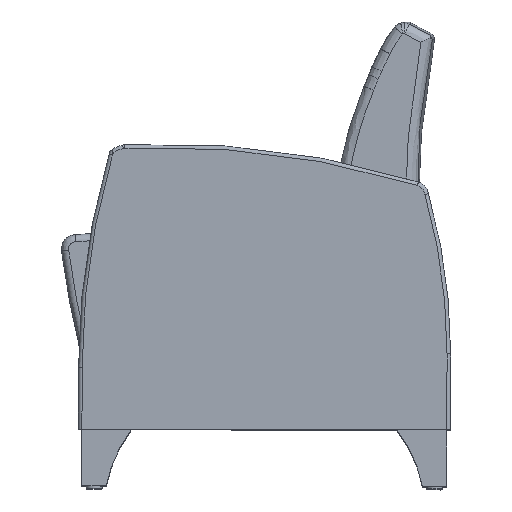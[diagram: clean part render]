
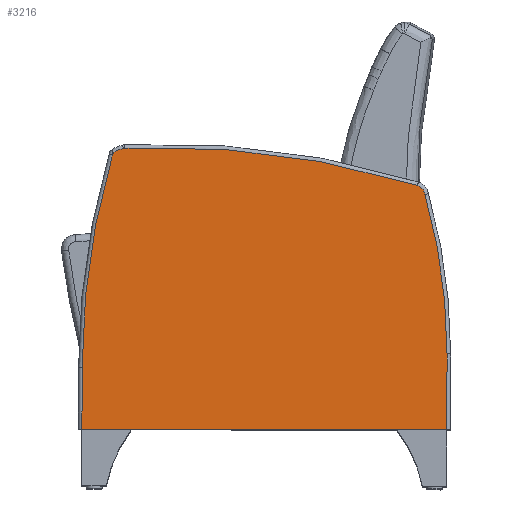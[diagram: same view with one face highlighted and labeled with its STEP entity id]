
A CAD part, top view. The second image highlights one B-rep face of the part: STEP entity #3216.
In plain terms, the highlighted planar face has unit normal (0, 0, 1).
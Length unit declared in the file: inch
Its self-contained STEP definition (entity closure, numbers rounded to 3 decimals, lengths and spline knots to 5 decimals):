
#130=PLANE('',#3589);
#232=LINE('',#8193,#336);
#234=LINE('',#8239,#338);
#250=LINE('',#8363,#354);
#336=VECTOR('',#4149,0.3937);
#338=VECTOR('',#4187,0.3937);
#354=VECTOR('',#4289,0.3937);
#625=FACE_OUTER_BOUND('',#839,.T.);
#839=EDGE_LOOP('',(#2684,#2685,#2686,#2687,#2688,#2689,#2690,#2691,#2692,
#2693));
#1029=CIRCLE('',#3520,0.25);
#1033=CIRCLE('',#3525,53.84447);
#1037=CIRCLE('',#3531,1.61874);
#1040=CIRCLE('',#3535,0.75);
#1043=CIRCLE('',#3539,59.75);
#1045=CIRCLE('',#3542,0.75);
#1048=CIRCLE('',#3547,40.58554);
#1394=VERTEX_POINT('',#8154);
#1395=VERTEX_POINT('',#8155);
#1399=VERTEX_POINT('',#8176);
#1401=VERTEX_POINT('',#8191);
#1402=VERTEX_POINT('',#8195);
#1404=VERTEX_POINT('',#8201);
#1406=VERTEX_POINT('',#8207);
#1409=VERTEX_POINT('',#8215);
#1410=VERTEX_POINT('',#8232);
#1413=VERTEX_POINT('',#8237);
#1804=EDGE_CURVE('',#1394,#1395,#1029,.T.);
#1810=EDGE_CURVE('',#1399,#1394,#1033,.T.);
#1813=EDGE_CURVE('',#1401,#1399,#232,.T.);
#1816=EDGE_CURVE('',#1395,#1402,#1037,.T.);
#1819=EDGE_CURVE('',#1402,#1404,#1040,.T.);
#1822=EDGE_CURVE('',#1404,#1406,#1043,.T.);
#1824=EDGE_CURVE('',#1406,#1409,#1045,.T.);
#1829=EDGE_CURVE('',#1413,#1410,#234,.T.);
#1830=EDGE_CURVE('',#1409,#1413,#1048,.T.);
#1871=EDGE_CURVE('',#1410,#1401,#250,.T.);
#2684=ORIENTED_EDGE('',*,*,#1813,.F.);
#2685=ORIENTED_EDGE('',*,*,#1871,.F.);
#2686=ORIENTED_EDGE('',*,*,#1829,.F.);
#2687=ORIENTED_EDGE('',*,*,#1830,.F.);
#2688=ORIENTED_EDGE('',*,*,#1824,.F.);
#2689=ORIENTED_EDGE('',*,*,#1822,.F.);
#2690=ORIENTED_EDGE('',*,*,#1819,.F.);
#2691=ORIENTED_EDGE('',*,*,#1816,.F.);
#2692=ORIENTED_EDGE('',*,*,#1804,.F.);
#2693=ORIENTED_EDGE('',*,*,#1810,.F.);
#3216=ADVANCED_FACE('',(#625),#130,.T.);
#3520=AXIS2_PLACEMENT_3D('',#8156,#4132,#4133);
#3525=AXIS2_PLACEMENT_3D('',#8187,#4142,#4143);
#3531=AXIS2_PLACEMENT_3D('',#8199,#4156,#4157);
#3535=AXIS2_PLACEMENT_3D('',#8205,#4164,#4165);
#3539=AXIS2_PLACEMENT_3D('',#8211,#4172,#4173);
#3542=AXIS2_PLACEMENT_3D('',#8216,#4178,#4179);
#3547=AXIS2_PLACEMENT_3D('',#8241,#4190,#4191);
#3589=AXIS2_PLACEMENT_3D('',#8364,#4290,#4291);
#4132=DIRECTION('center_axis',(0.,0.,-1.));
#4133=DIRECTION('ref_axis',(-0.844,0.537,0.));
#4142=DIRECTION('center_axis',(0.,0.,-1.));
#4143=DIRECTION('ref_axis',(-0.99,0.14,0.));
#4149=DIRECTION('',(0.,1.,0.));
#4156=DIRECTION('center_axis',(0.,0.,-1.));
#4157=DIRECTION('ref_axis',(-0.425,0.905,0.));
#4164=DIRECTION('center_axis',(0.,0.,-1.));
#4165=DIRECTION('ref_axis',(-0.128,0.992,0.));
#4172=DIRECTION('center_axis',(0.,0.,-1.));
#4173=DIRECTION('ref_axis',(0.124,0.992,0.));
#4178=DIRECTION('center_axis',(0.,0.,-1.));
#4179=DIRECTION('ref_axis',(0.761,0.649,0.));
#4187=DIRECTION('',(0.,-1.,0.));
#4190=DIRECTION('center_axis',(0.,0.,-1.));
#4191=DIRECTION('ref_axis',(0.99,0.139,0.));
#4289=DIRECTION('',(-1.,0.,0.));
#4290=DIRECTION('center_axis',(0.,0.,1.));
#4291=DIRECTION('ref_axis',(1.,0.,0.));
#8154=CARTESIAN_POINT('',(-12.3965,20.65936,2.75));
#8155=CARTESIAN_POINT('',(-12.30759,20.8021,2.75));
#8156=CARTESIAN_POINT('Origin',(-12.15221,20.60625,2.75));
#8176=CARTESIAN_POINT('',(-14.50196,5.72409,2.75));
#8187=CARTESIAN_POINT('Origin',(39.34251,5.74957,2.75));
#8191=CARTESIAN_POINT('',(-14.50196,1.38751,2.75));
#8193=CARTESIAN_POINT('',(-14.50196,5.41302,2.75));
#8195=CARTESIAN_POINT('',(-11.63546,21.11791,2.75));
#8199=CARTESIAN_POINT('Origin',(-11.3015,19.534,2.75));
#8201=CARTESIAN_POINT('',(-11.51791,21.13312,2.75));
#8205=CARTESIAN_POINT('Origin',(-11.48073,20.38404,2.75));
#8207=CARTESIAN_POINT('',(9.03893,18.55741,2.75));
#8211=CARTESIAN_POINT('Origin',(-8.55543,-38.54339,2.75));
#8215=CARTESIAN_POINT('',(9.56287,17.92892,2.75));
#8216=CARTESIAN_POINT('Origin',(8.81808,17.84066,2.75));
#8232=CARTESIAN_POINT('',(11.14024,1.38751,2.75));
#8237=CARTESIAN_POINT('',(11.14024,6.72403,2.75));
#8239=CARTESIAN_POINT('',(11.14024,8.58129,2.75));
#8241=CARTESIAN_POINT('Origin',(-29.4453,6.72403,2.75));
#8363=CARTESIAN_POINT('',(12.28079,1.38751,2.75));
#8364=CARTESIAN_POINT('Origin',(-1.61059,10.43854,2.75));
